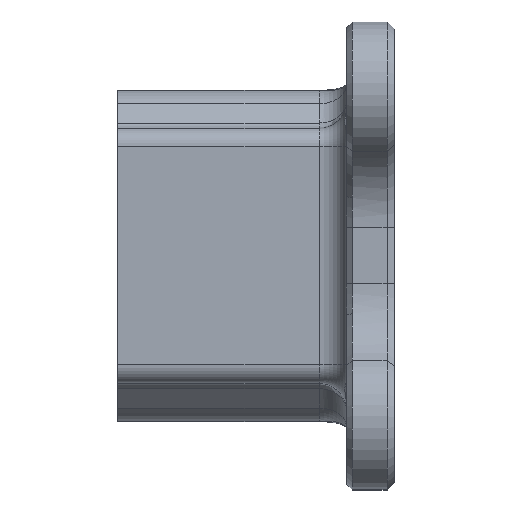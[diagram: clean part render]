
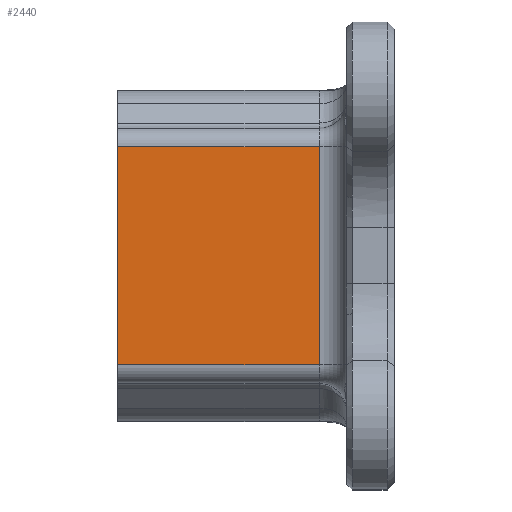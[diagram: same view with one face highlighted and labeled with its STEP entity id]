
A CAD part, top view. The second image highlights one B-rep face of the part: STEP entity #2440.
In plain terms, the highlighted planar face has unit normal (0, 0, 1).
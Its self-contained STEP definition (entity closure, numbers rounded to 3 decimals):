
#155=PLANE('',#2680);
#265=FACE_OUTER_BOUND('',#413,.T.);
#413=EDGE_LOOP('',(#2004,#2005,#2006,#2007));
#491=LINE('',#3544,#685);
#570=LINE('',#4259,#764);
#598=LINE('',#4524,#792);
#599=LINE('',#4526,#793);
#685=VECTOR('',#2818,10.);
#764=VECTOR('',#3069,10.);
#792=VECTOR('',#3225,10.);
#793=VECTOR('',#3228,10.);
#1013=VERTEX_POINT('',#3541);
#1014=VERTEX_POINT('',#3543);
#1139=VERTEX_POINT('',#4256);
#1140=VERTEX_POINT('',#4258);
#1233=EDGE_CURVE('',#1013,#1014,#491,.T.);
#1404=EDGE_CURVE('',#1139,#1140,#570,.T.);
#1468=EDGE_CURVE('',#1140,#1013,#598,.T.);
#1469=EDGE_CURVE('',#1014,#1139,#599,.T.);
#2004=ORIENTED_EDGE('',*,*,#1404,.F.);
#2005=ORIENTED_EDGE('',*,*,#1469,.F.);
#2006=ORIENTED_EDGE('',*,*,#1233,.F.);
#2007=ORIENTED_EDGE('',*,*,#1468,.F.);
#2440=ADVANCED_FACE('',(#265),#155,.T.);
#2680=AXIS2_PLACEMENT_3D('',#4525,#3226,#3227);
#2818=DIRECTION('',(0.,1.,0.));
#3069=DIRECTION('',(0.,-1.,0.));
#3225=DIRECTION('',(-1.,0.,0.));
#3226=DIRECTION('center_axis',(0.,0.,1.));
#3227=DIRECTION('ref_axis',(0.,-1.,0.));
#3228=DIRECTION('',(1.,0.,0.));
#3541=CARTESIAN_POINT('',(26.5,-5.8,13.6));
#3543=CARTESIAN_POINT('',(26.5,18.,13.6));
#3544=CARTESIAN_POINT('',(26.5,20.,13.6));
#4256=CARTESIAN_POINT('',(48.5,18.,13.6));
#4258=CARTESIAN_POINT('',(48.5,-5.8,13.6));
#4259=CARTESIAN_POINT('',(48.5,13.05,13.6));
#4524=CARTESIAN_POINT('',(39.,-5.8,13.6));
#4525=CARTESIAN_POINT('Origin',(39.,20.,13.6));
#4526=CARTESIAN_POINT('',(39.,18.,13.6));
